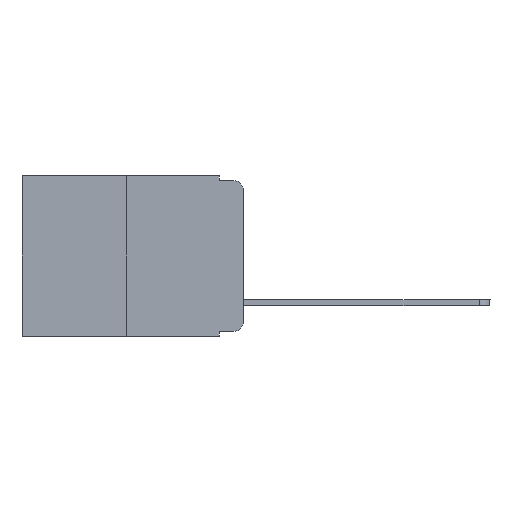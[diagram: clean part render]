
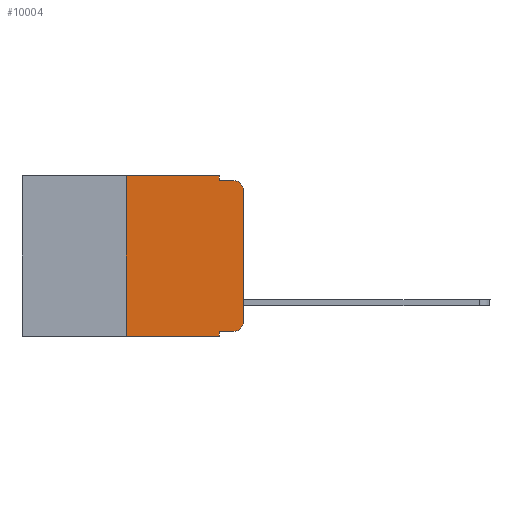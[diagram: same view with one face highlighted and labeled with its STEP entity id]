
A CAD part, left-side view. The second image highlights one B-rep face of the part: STEP entity #10004.
In plain terms, the highlighted planar face has unit normal (-1, 0, 0).
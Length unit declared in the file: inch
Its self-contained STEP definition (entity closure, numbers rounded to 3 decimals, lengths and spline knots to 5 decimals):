
#307 = DIRECTION ( 'NONE',  ( 1., 0., 0. ) ) ;
#312 = DIRECTION ( 'NONE',  ( 0., 0., 1. ) ) ;
#894 = ORIENTED_EDGE ( 'NONE', *, *, #6927, .T. ) ;
#1186 = EDGE_CURVE ( 'NONE', #15012, #12433, #11258, .T. ) ;
#1270 = CARTESIAN_POINT ( 'NONE',  ( 0., 0.051, -0.333 ) ) ;
#1353 = LINE ( 'NONE', #8576, #15805 ) ;
#1575 = CARTESIAN_POINT ( 'NONE',  ( 0., 0.051, 0. ) ) ;
#1896 = EDGE_CURVE ( 'NONE', #6109, #15012, #18077, .T. ) ;
#2579 = CARTESIAN_POINT ( 'NONE',  ( 0., 0.25, 0. ) ) ;
#2737 = CARTESIAN_POINT ( 'NONE',  ( 0., 0.473, 0. ) ) ;
#3067 = ORIENTED_EDGE ( 'NONE', *, *, #6898, .F. ) ;
#3188 = DIRECTION ( 'NONE',  ( 0., -1., 0. ) ) ;
#3242 = CIRCLE ( 'NONE', #19170, 0.02 ) ;
#3469 = EDGE_CURVE ( 'NONE', #7900, #11364, #7077, .T. ) ;
#3672 = ORIENTED_EDGE ( 'NONE', *, *, #15668, .T. ) ;
#4026 = CARTESIAN_POINT ( 'NONE',  ( 0., 0.25, -0.343 ) ) ;
#4102 = ORIENTED_EDGE ( 'NONE', *, *, #1186, .F. ) ;
#4127 = DIRECTION ( 'NONE',  ( 0., 0., -1. ) ) ;
#4155 = CARTESIAN_POINT ( 'NONE',  ( 0., 0., -0.313 ) ) ;
#4175 = ORIENTED_EDGE ( 'NONE', *, *, #3469, .T. ) ;
#4932 = LINE ( 'NONE', #16155, #20221 ) ;
#5212 = CARTESIAN_POINT ( 'NONE',  ( 0., 0., -0.03 ) ) ;
#5284 = ORIENTED_EDGE ( 'NONE', *, *, #16695, .T. ) ;
#6109 = VERTEX_POINT ( 'NONE', #2579 ) ;
#6404 = VECTOR ( 'NONE', #8981, 39.37008 ) ;
#6827 = ORIENTED_EDGE ( 'NONE', *, *, #10833, .T. ) ;
#6898 = EDGE_CURVE ( 'NONE', #8551, #15506, #8572, .T. ) ;
#6927 = EDGE_CURVE ( 'NONE', #8855, #7900, #3242, .T. ) ;
#7077 = LINE ( 'NONE', #8487, #20339 ) ;
#7189 = LINE ( 'NONE', #11392, #9723 ) ;
#7900 = VERTEX_POINT ( 'NONE', #4155 ) ;
#8041 = DIRECTION ( 'NONE',  ( 0., -1., 0. ) ) ;
#8206 = VECTOR ( 'NONE', #4127, 39.37008 ) ;
#8245 = DIRECTION ( 'NONE',  ( -1., 0., 0. ) ) ;
#8374 = CARTESIAN_POINT ( 'NONE',  ( 0., 0.02, -0.333 ) ) ;
#8487 = CARTESIAN_POINT ( 'NONE',  ( 0., 0., 0. ) ) ;
#8551 = VERTEX_POINT ( 'NONE', #1270 ) ;
#8572 = LINE ( 'NONE', #17985, #13643 ) ;
#8576 = CARTESIAN_POINT ( 'NONE',  ( 0., 0.051, -0.333 ) ) ;
#8855 = VERTEX_POINT ( 'NONE', #8374 ) ;
#8981 = DIRECTION ( 'NONE',  ( 0., -1., 0. ) ) ;
#8983 = ORIENTED_EDGE ( 'NONE', *, *, #1896, .F. ) ;
#9723 = VECTOR ( 'NONE', #3188, 39.37008 ) ;
#10004 = ADVANCED_FACE ( 'NONE', ( #10756 ), #10183, .F. ) ;
#10041 = DIRECTION ( 'NONE',  ( 0., 0., -1. ) ) ;
#10045 = CARTESIAN_POINT ( 'NONE',  ( 0., 0.25, 0. ) ) ;
#10183 = PLANE ( 'NONE',  #14103 ) ;
#10479 = CARTESIAN_POINT ( 'NONE',  ( 0., 0.02, -0.03 ) ) ;
#10756 = FACE_OUTER_BOUND ( 'NONE', #19626, .T. ) ;
#10833 = EDGE_CURVE ( 'NONE', #8551, #8855, #1353, .T. ) ;
#10922 = VERTEX_POINT ( 'NONE', #18733 ) ;
#11258 = LINE ( 'NONE', #13857, #8206 ) ;
#11364 = VERTEX_POINT ( 'NONE', #5212 ) ;
#11392 = CARTESIAN_POINT ( 'NONE',  ( 0., 0.051, -0.01 ) ) ;
#11480 = CARTESIAN_POINT ( 'NONE',  ( 0., 0.051, -0.01 ) ) ;
#11641 = DIRECTION ( 'NONE',  ( 0., 0., -1. ) ) ;
#11655 = CARTESIAN_POINT ( 'NONE',  ( 0., 0.473, 0. ) ) ;
#11818 = DIRECTION ( 'NONE',  ( 0., -1., 0. ) ) ;
#12236 = CIRCLE ( 'NONE', #18215, 0.02 ) ;
#12293 = VECTOR ( 'NONE', #312, 39.37008 ) ;
#12433 = VERTEX_POINT ( 'NONE', #11480 ) ;
#13370 = ORIENTED_EDGE ( 'NONE', *, *, #18121, .F. ) ;
#13643 = VECTOR ( 'NONE', #14712, 39.37008 ) ;
#13804 = DIRECTION ( 'NONE',  ( -1., 0., 0. ) ) ;
#13857 = CARTESIAN_POINT ( 'NONE',  ( 0., 0.051, 0. ) ) ;
#14103 = AXIS2_PLACEMENT_3D ( 'NONE', #11655, #307, #10041 ) ;
#14122 = ORIENTED_EDGE ( 'NONE', *, *, #15169, .F. ) ;
#14712 = DIRECTION ( 'NONE',  ( 0., 0., -1. ) ) ;
#14765 = VERTEX_POINT ( 'NONE', #4026 ) ;
#15012 = VERTEX_POINT ( 'NONE', #1575 ) ;
#15169 = EDGE_CURVE ( 'NONE', #14765, #6109, #16639, .T. ) ;
#15506 = VERTEX_POINT ( 'NONE', #18872 ) ;
#15668 = EDGE_CURVE ( 'NONE', #14765, #15506, #4932, .T. ) ;
#15805 = VECTOR ( 'NONE', #11818, 39.37008 ) ;
#16155 = CARTESIAN_POINT ( 'NONE',  ( 0., 0.473, -0.343 ) ) ;
#16593 = DIRECTION ( 'NONE',  ( 0., 0., 1. ) ) ;
#16639 = LINE ( 'NONE', #10045, #12293 ) ;
#16695 = EDGE_CURVE ( 'NONE', #11364, #10922, #12236, .T. ) ;
#16869 = DIRECTION ( 'NONE',  ( 0., 0., -1. ) ) ;
#17985 = CARTESIAN_POINT ( 'NONE',  ( 0., 0.051, 0. ) ) ;
#18077 = LINE ( 'NONE', #2737, #6404 ) ;
#18121 = EDGE_CURVE ( 'NONE', #12433, #10922, #7189, .T. ) ;
#18215 = AXIS2_PLACEMENT_3D ( 'NONE', #10479, #13804, #16869 ) ;
#18733 = CARTESIAN_POINT ( 'NONE',  ( 0., 0.02, -0.01 ) ) ;
#18872 = CARTESIAN_POINT ( 'NONE',  ( 0., 0.051, -0.343 ) ) ;
#19170 = AXIS2_PLACEMENT_3D ( 'NONE', #19721, #8245, #11641 ) ;
#19626 = EDGE_LOOP ( 'NONE', ( #4175, #5284, #13370, #4102, #8983, #14122, #3672, #3067, #6827, #894 ) ) ;
#19721 = CARTESIAN_POINT ( 'NONE',  ( 0., 0.02, -0.313 ) ) ;
#20221 = VECTOR ( 'NONE', #8041, 39.37008 ) ;
#20339 = VECTOR ( 'NONE', #16593, 39.37008 ) ;
